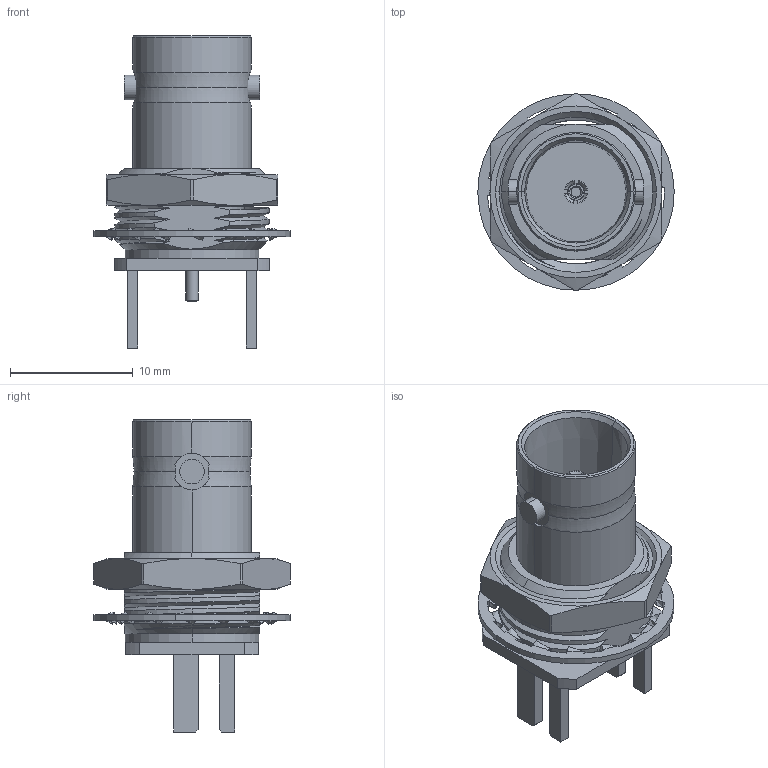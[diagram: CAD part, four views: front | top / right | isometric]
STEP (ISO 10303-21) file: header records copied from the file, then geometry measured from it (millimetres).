
FILE_DESCRIPTION (( 'STEP AP214' ), '1' );
FILE_NAME ('10-462-B36-1.6.STEP', '2021-09-10T09:19:57', ( '' ), ( '' ), 'SwSTEP 2.0', 'SolidWorks 2021', '' );
FILE_SCHEMA (( 'AUTOMOTIVE_DESIGN' ));
Length unit declared in the file: millimetre
Products named in the file (1): 10-462-B36-1.6
Bounding box: 16 x 16 x 25.41 mm (x, y, z)
Surface area: 2015 mm2 (no closed solid volume)
Topology: 0 solids, 11 shells, 276 faces, 839 edges, 552 vertices
Faces by surface type: plane 93, bspline 82, cylinder 52, cone 45, torus 4
Entity records: 18913 total; most frequent: CARTESIAN_POINT 9189, ORIENTED_EDGE 1498, DIRECTION 1104, EDGE_CURVE 839, VERTEX_POINT 552, LINE 410, VECTOR 410, AXIS2_PLACEMENT_3D 347
